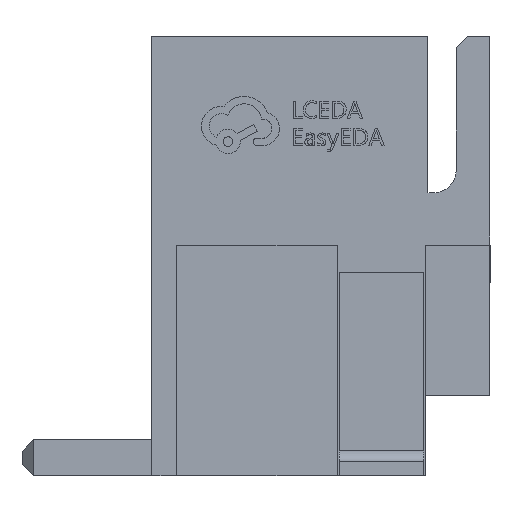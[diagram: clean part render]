
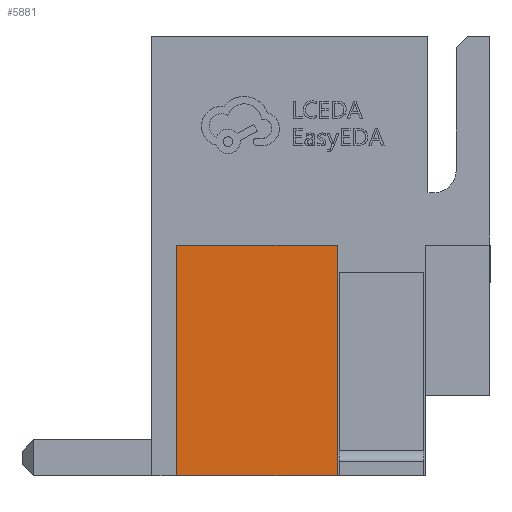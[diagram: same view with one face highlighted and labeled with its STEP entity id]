
A CAD part, left-side view. The second image highlights one B-rep face of the part: STEP entity #5881.
In plain terms, the highlighted planar face has unit normal (-1, 0, 0).
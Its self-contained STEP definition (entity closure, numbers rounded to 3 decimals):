
#457 = LINE ( 'NONE', #2161, #21573 ) ;
#1853 = CARTESIAN_POINT ( 'NONE',  ( -7.5, 0.908, 4.094 ) ) ;
#2161 = CARTESIAN_POINT ( 'NONE',  ( -7.5, 0.908, 0. ) ) ;
#2200 = VERTEX_POINT ( 'NONE', #9582 ) ;
#2473 = EDGE_CURVE ( 'NONE', #12311, #2200, #18081, .T. ) ;
#2589 = CARTESIAN_POINT ( 'NONE',  ( -7.5, -1.941, 0. ) ) ;
#2816 = CARTESIAN_POINT ( 'NONE',  ( -7.5, -1.941, 0. ) ) ;
#3891 = VERTEX_POINT ( 'NONE', #4864 ) ;
#4864 = CARTESIAN_POINT ( 'NONE',  ( -7.5, 0.908, 0. ) ) ;
#5881 = ADVANCED_FACE ( 'NONE', ( #6428 ), #20105, .F. ) ;
#6428 = FACE_OUTER_BOUND ( 'NONE', #21609, .T. ) ;
#6737 = CARTESIAN_POINT ( 'NONE',  ( -7.5, 1.35, 0. ) ) ;
#6836 = EDGE_CURVE ( 'NONE', #3891, #12311, #22103, .T. ) ;
#9086 = EDGE_CURVE ( 'NONE', #3891, #17735, #457, .T. ) ;
#9582 = CARTESIAN_POINT ( 'NONE',  ( -7.5, -1.941, 4.094 ) ) ;
#9709 = AXIS2_PLACEMENT_3D ( 'NONE', #9906, #13370, #16981 ) ;
#9721 = EDGE_CURVE ( 'NONE', #17735, #2200, #17028, .T. ) ;
#9906 = CARTESIAN_POINT ( 'NONE',  ( -7.5, 1.35, 7.8 ) ) ;
#10254 = VECTOR ( 'NONE', #19651, 1000. ) ;
#10470 = VECTOR ( 'NONE', #13620, 1000. ) ;
#10643 = DIRECTION ( 'NONE',  ( 0., -1., 0. ) ) ;
#10774 = DIRECTION ( 'NONE',  ( 0., 0., 1. ) ) ;
#12311 = VERTEX_POINT ( 'NONE', #2589 ) ;
#13370 = DIRECTION ( 'NONE',  ( 1., 0., 0. ) ) ;
#13620 = DIRECTION ( 'NONE',  ( 0., -1., 0. ) ) ;
#13945 = CARTESIAN_POINT ( 'NONE',  ( -7.5, 3.15, 4.094 ) ) ;
#15505 = ORIENTED_EDGE ( 'NONE', *, *, #6836, .T. ) ;
#16213 = ORIENTED_EDGE ( 'NONE', *, *, #9721, .F. ) ;
#16981 = DIRECTION ( 'NONE',  ( 0., 1., 0. ) ) ;
#17028 = LINE ( 'NONE', #13945, #10470 ) ;
#17617 = VECTOR ( 'NONE', #10643, 1000. ) ;
#17735 = VERTEX_POINT ( 'NONE', #1853 ) ;
#18081 = LINE ( 'NONE', #2816, #10254 ) ;
#19576 = ORIENTED_EDGE ( 'NONE', *, *, #9086, .F. ) ;
#19651 = DIRECTION ( 'NONE',  ( 0., 0., 1. ) ) ;
#20105 = PLANE ( 'NONE',  #9709 ) ;
#20845 = ORIENTED_EDGE ( 'NONE', *, *, #2473, .T. ) ;
#21573 = VECTOR ( 'NONE', #10774, 1000. ) ;
#21609 = EDGE_LOOP ( 'NONE', ( #15505, #20845, #16213, #19576 ) ) ;
#22103 = LINE ( 'NONE', #6737, #17617 ) ;
